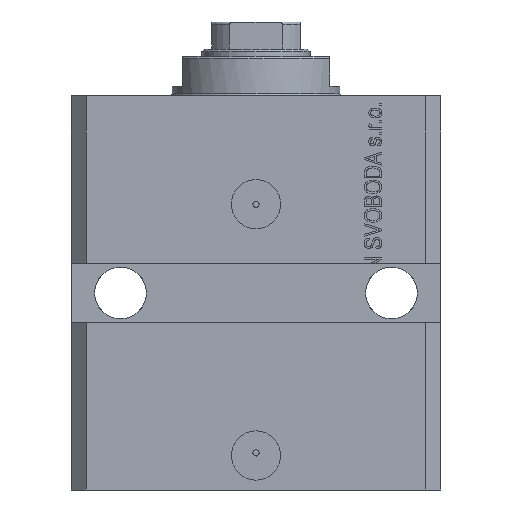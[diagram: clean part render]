
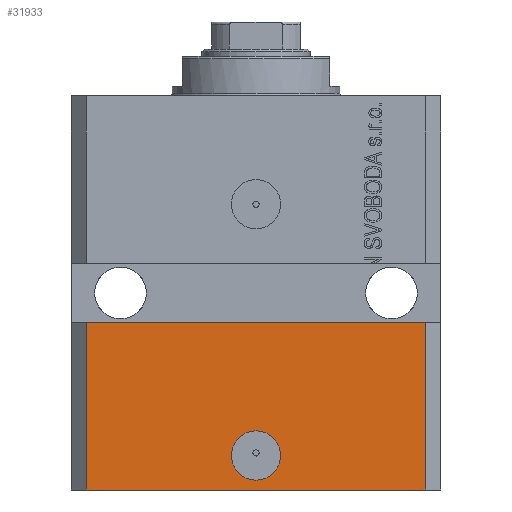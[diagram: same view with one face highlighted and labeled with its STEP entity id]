
A CAD part, front view. The second image highlights one B-rep face of the part: STEP entity #31933.
In plain terms, the highlighted planar face has unit normal (0, -1, 0).
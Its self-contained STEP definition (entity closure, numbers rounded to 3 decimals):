
#541 = DIRECTION ( 'NONE',  ( 0., -1., 0. ) ) ;
#702 = CARTESIAN_POINT ( 'NONE',  ( 5., -27.5, -73. ) ) ;
#3584 = AXIS2_PLACEMENT_3D ( 'NONE', #27952, #38865, #20851 ) ;
#3739 = VERTEX_POINT ( 'NONE', #702 ) ;
#4094 = CARTESIAN_POINT ( 'NONE',  ( 34.5, -27.5, -80. ) ) ;
#5804 = ORIENTED_EDGE ( 'NONE', *, *, #36356, .T. ) ;
#6166 = CARTESIAN_POINT ( 'NONE',  ( 34.5, -27.5, -46. ) ) ;
#6413 = CARTESIAN_POINT ( 'NONE',  ( -34.5, -27.5, -80. ) ) ;
#6893 = VECTOR ( 'NONE', #26707, 1000. ) ;
#7760 = FACE_OUTER_BOUND ( 'NONE', #28782, .T. ) ;
#8487 = CARTESIAN_POINT ( 'NONE',  ( -37.5, -27.5, -46. ) ) ;
#9801 = EDGE_LOOP ( 'NONE', ( #23454, #25168 ) ) ;
#10662 = PLANE ( 'NONE',  #3584 ) ;
#10717 = DIRECTION ( 'NONE',  ( 0., 0., 1. ) ) ;
#11529 = CIRCLE ( 'NONE', #21997, 5. ) ;
#13752 = FACE_BOUND ( 'NONE', #9801, .T. ) ;
#13979 = AXIS2_PLACEMENT_3D ( 'NONE', #18296, #541, #21840 ) ;
#14268 = LINE ( 'NONE', #4094, #37266 ) ;
#14474 = VERTEX_POINT ( 'NONE', #6413 ) ;
#15507 = CIRCLE ( 'NONE', #13979, 5. ) ;
#16679 = CARTESIAN_POINT ( 'NONE',  ( 34.5, -27.5, -80. ) ) ;
#16730 = EDGE_CURVE ( 'NONE', #36094, #26586, #44246, .T. ) ;
#18296 = CARTESIAN_POINT ( 'NONE',  ( 0., -27.5, -73. ) ) ;
#20851 = DIRECTION ( 'NONE',  ( 0., 0., -1. ) ) ;
#21840 = DIRECTION ( 'NONE',  ( 1., 0., 0. ) ) ;
#21997 = AXIS2_PLACEMENT_3D ( 'NONE', #26828, #36797, #37029 ) ;
#22984 = CARTESIAN_POINT ( 'NONE',  ( -34.5, -27.5, -46. ) ) ;
#23454 = ORIENTED_EDGE ( 'NONE', *, *, #40329, .F. ) ;
#25067 = ORIENTED_EDGE ( 'NONE', *, *, #16730, .F. ) ;
#25168 = ORIENTED_EDGE ( 'NONE', *, *, #29840, .F. ) ;
#25837 = EDGE_CURVE ( 'NONE', #14474, #36094, #27863, .T. ) ;
#26586 = VERTEX_POINT ( 'NONE', #6166 ) ;
#26707 = DIRECTION ( 'NONE',  ( 1., 0., 0. ) ) ;
#26777 = DIRECTION ( 'NONE',  ( 0., 0., 1. ) ) ;
#26828 = CARTESIAN_POINT ( 'NONE',  ( 0., -27.5, -73. ) ) ;
#27863 = LINE ( 'NONE', #37455, #38834 ) ;
#27952 = CARTESIAN_POINT ( 'NONE',  ( -34.5, -27.5, -80. ) ) ;
#28782 = EDGE_LOOP ( 'NONE', ( #25067, #33132, #5804, #36212 ) ) ;
#29540 = VERTEX_POINT ( 'NONE', #36596 ) ;
#29840 = EDGE_CURVE ( 'NONE', #29540, #3739, #15507, .T. ) ;
#30028 = CARTESIAN_POINT ( 'NONE',  ( -34.5, -27.5, -80. ) ) ;
#31933 = ADVANCED_FACE ( 'NONE', ( #13752, #7760 ), #10662, .T. ) ;
#33132 = ORIENTED_EDGE ( 'NONE', *, *, #25837, .F. ) ;
#33345 = LINE ( 'NONE', #30028, #43128 ) ;
#36094 = VERTEX_POINT ( 'NONE', #22984 ) ;
#36212 = ORIENTED_EDGE ( 'NONE', *, *, #45049, .T. ) ;
#36356 = EDGE_CURVE ( 'NONE', #14474, #39226, #33345, .T. ) ;
#36596 = CARTESIAN_POINT ( 'NONE',  ( -5., -27.5, -73. ) ) ;
#36797 = DIRECTION ( 'NONE',  ( 0., -1., 0. ) ) ;
#37029 = DIRECTION ( 'NONE',  ( 1., 0., 0. ) ) ;
#37146 = DIRECTION ( 'NONE',  ( 1., 0., 0. ) ) ;
#37266 = VECTOR ( 'NONE', #10717, 1000. ) ;
#37455 = CARTESIAN_POINT ( 'NONE',  ( -34.5, -27.5, -80. ) ) ;
#38834 = VECTOR ( 'NONE', #26777, 1000. ) ;
#38865 = DIRECTION ( 'NONE',  ( 0., -1., 0. ) ) ;
#39226 = VERTEX_POINT ( 'NONE', #16679 ) ;
#40329 = EDGE_CURVE ( 'NONE', #3739, #29540, #11529, .T. ) ;
#43128 = VECTOR ( 'NONE', #37146, 1000. ) ;
#44246 = LINE ( 'NONE', #8487, #6893 ) ;
#45049 = EDGE_CURVE ( 'NONE', #39226, #26586, #14268, .T. ) ;
